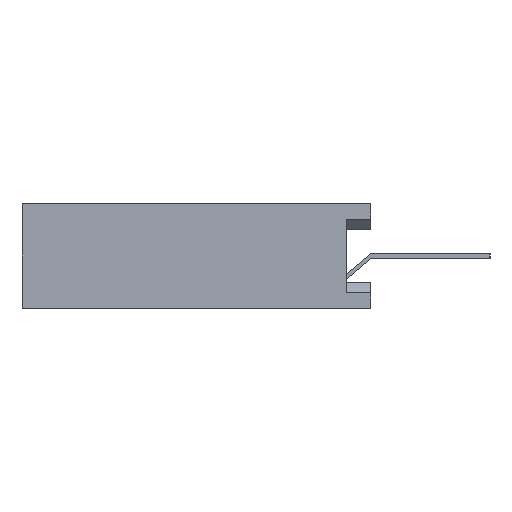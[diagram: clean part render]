
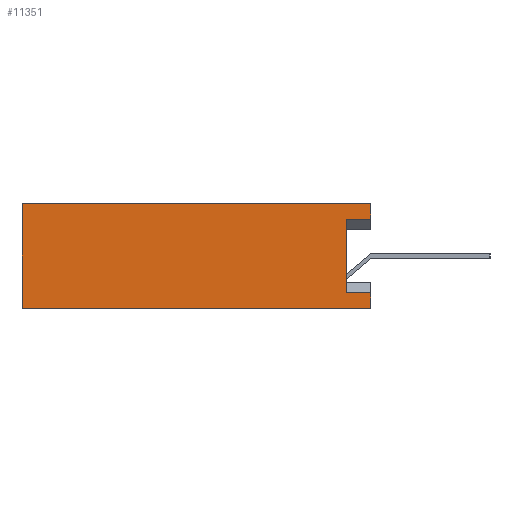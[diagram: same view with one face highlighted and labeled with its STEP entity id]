
A CAD part, left-side view. The second image highlights one B-rep face of the part: STEP entity #11351.
In plain terms, the highlighted planar face has unit normal (-1, 0, 0).
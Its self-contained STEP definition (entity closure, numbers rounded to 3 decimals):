
#17=DIRECTION('',(0.,-1.,0.));
#18=VECTOR('',#17,8.5);
#19=CARTESIAN_POINT('',(-17.78,4.25,-1.27));
#20=LINE('',#19,#18);
#485=DIRECTION('',(0.,0.,1.));
#486=VECTOR('',#485,0.37);
#487=CARTESIAN_POINT('',(-17.78,-4.25,-1.27));
#488=LINE('',#487,#486);
#501=DIRECTION('',(0.,0.,1.));
#502=VECTOR('',#501,0.37);
#503=CARTESIAN_POINT('',(-17.78,-4.25,0.9));
#504=LINE('',#503,#502);
#853=DIRECTION('',(0.,0.,1.));
#854=VECTOR('',#853,2.54);
#855=CARTESIAN_POINT('',(-17.78,4.25,-1.27));
#856=LINE('',#855,#854);
#857=DIRECTION('',(0.,1.,0.));
#858=VECTOR('',#857,0.6);
#859=CARTESIAN_POINT('',(-17.78,-4.25,0.9));
#860=LINE('',#859,#858);
#861=DIRECTION('',(0.,0.,1.));
#862=VECTOR('',#861,1.8);
#863=CARTESIAN_POINT('',(-17.78,-3.65,-0.9));
#864=LINE('',#863,#862);
#865=DIRECTION('',(0.,1.,0.));
#866=VECTOR('',#865,0.6);
#867=CARTESIAN_POINT('',(-17.78,-4.25,-0.9));
#868=LINE('',#867,#866);
#1629=DIRECTION('',(0.,-1.,0.));
#1630=VECTOR('',#1629,8.5);
#1631=CARTESIAN_POINT('',(-17.78,4.25,1.27));
#1632=LINE('',#1631,#1630);
#7761=CARTESIAN_POINT('',(-17.78,4.25,-1.27));
#7762=CARTESIAN_POINT('',(-17.78,-4.25,-1.27));
#7763=VERTEX_POINT('',#7761);
#7764=VERTEX_POINT('',#7762);
#7769=CARTESIAN_POINT('',(-17.78,4.25,1.27));
#7770=CARTESIAN_POINT('',(-17.78,-4.25,1.27));
#7771=VERTEX_POINT('',#7769);
#7772=VERTEX_POINT('',#7770);
#7897=CARTESIAN_POINT('',(-17.78,-4.25,-0.9));
#7898=VERTEX_POINT('',#7897);
#7899=CARTESIAN_POINT('',(-17.78,-4.25,0.9));
#7900=VERTEX_POINT('',#7899);
#7913=CARTESIAN_POINT('',(-17.78,-3.65,-0.9));
#7914=CARTESIAN_POINT('',(-17.78,-3.65,0.9));
#7915=VERTEX_POINT('',#7913);
#7916=VERTEX_POINT('',#7914);
#11331=CARTESIAN_POINT('',(-17.78,4.25,-1.27));
#11332=DIRECTION('',(-1.,0.,0.));
#11333=DIRECTION('',(0.,-1.,0.));
#11334=AXIS2_PLACEMENT_3D('',#11331,#11332,#11333);
#11335=PLANE('',#11334);
#11336=ORIENTED_EDGE('',*,*,#10880,.F.);
#11337=ORIENTED_EDGE('',*,*,#10286,.F.);
#11339=ORIENTED_EDGE('',*,*,#11338,.T.);
#11341=ORIENTED_EDGE('',*,*,#11340,.T.);
#11342=ORIENTED_EDGE('',*,*,#10896,.F.);
#11344=ORIENTED_EDGE('',*,*,#11343,.T.);
#11346=ORIENTED_EDGE('',*,*,#11345,.F.);
#11348=ORIENTED_EDGE('',*,*,#11347,.F.);
#11349=EDGE_LOOP('',(#11336,#11337,#11339,#11341,#11342,#11344,#11346,#11348));
#11350=FACE_OUTER_BOUND('',#11349,.F.);
#11351=ADVANCED_FACE('',(#11350),#11335,.T.);
#10286=EDGE_CURVE('',#7763,#7764,#20,.T.);
#10880=EDGE_CURVE('',#7764,#7898,#488,.T.);
#10896=EDGE_CURVE('',#7900,#7772,#504,.T.);
#11338=EDGE_CURVE('',#7763,#7771,#856,.T.);
#11340=EDGE_CURVE('',#7771,#7772,#1632,.T.);
#11343=EDGE_CURVE('',#7900,#7916,#860,.T.);
#11345=EDGE_CURVE('',#7915,#7916,#864,.T.);
#11347=EDGE_CURVE('',#7898,#7915,#868,.T.);
